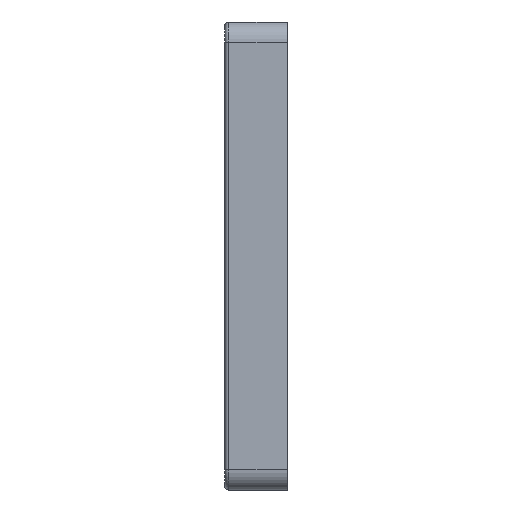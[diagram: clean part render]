
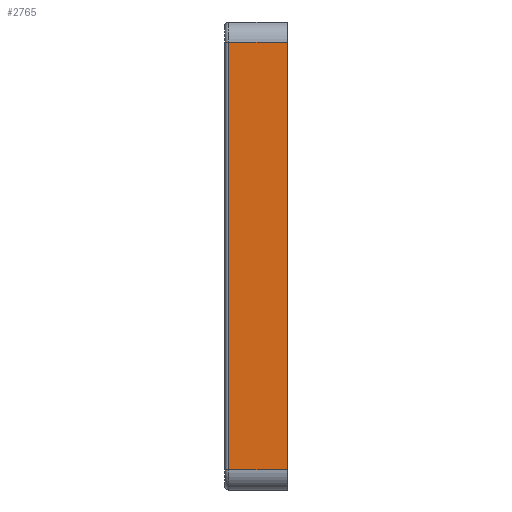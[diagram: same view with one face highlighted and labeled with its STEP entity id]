
A CAD part, left-side view. The second image highlights one B-rep face of the part: STEP entity #2765.
In plain terms, the highlighted planar face has unit normal (-1, 0, 0).
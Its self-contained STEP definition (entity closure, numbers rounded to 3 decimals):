
#79=PLANE('',#3046);
#262=FACE_OUTER_BOUND('',#445,.T.);
#445=EDGE_LOOP('',(#2304,#2305,#2306,#2307));
#772=LINE('',#4335,#1028);
#876=LINE('',#4641,#1132);
#877=LINE('',#4643,#1133);
#878=LINE('',#4644,#1134);
#1028=VECTOR('',#3396,10.);
#1132=VECTOR('',#3718,10.);
#1133=VECTOR('',#3719,10.);
#1134=VECTOR('',#3720,10.);
#1317=VERTEX_POINT('',#4332);
#1318=VERTEX_POINT('',#4334);
#1411=VERTEX_POINT('',#4640);
#1412=VERTEX_POINT('',#4642);
#1590=EDGE_CURVE('',#1318,#1317,#772,.T.);
#1742=EDGE_CURVE('',#1411,#1317,#876,.T.);
#1743=EDGE_CURVE('',#1412,#1411,#877,.T.);
#1744=EDGE_CURVE('',#1318,#1412,#878,.T.);
#2304=ORIENTED_EDGE('',*,*,#1590,.T.);
#2305=ORIENTED_EDGE('',*,*,#1742,.F.);
#2306=ORIENTED_EDGE('',*,*,#1743,.F.);
#2307=ORIENTED_EDGE('',*,*,#1744,.F.);
#2765=ADVANCED_FACE('',(#262),#79,.T.);
#3046=AXIS2_PLACEMENT_3D('',#4639,#3716,#3717);
#3396=DIRECTION('',(0.,0.,1.));
#3716=DIRECTION('center_axis',(-1.,0.,0.));
#3717=DIRECTION('ref_axis',(0.,0.,1.));
#3718=DIRECTION('',(0.,-1.,0.));
#3719=DIRECTION('',(0.,0.,1.));
#3720=DIRECTION('',(0.,1.,0.));
#4332=CARTESIAN_POINT('',(-148.125,-8.5,52.875));
#4334=CARTESIAN_POINT('',(-148.125,-8.5,-52.875));
#4335=CARTESIAN_POINT('',(-148.125,-8.5,-28.938));
#4639=CARTESIAN_POINT('Origin',(-148.125,0.,-57.875));
#4640=CARTESIAN_POINT('',(-148.125,6.,52.875));
#4641=CARTESIAN_POINT('',(-148.125,0.,52.875));
#4642=CARTESIAN_POINT('',(-148.125,6.,-52.875));
#4643=CARTESIAN_POINT('',(-148.125,6.,-28.938));
#4644=CARTESIAN_POINT('',(-148.125,0.,-52.875));
